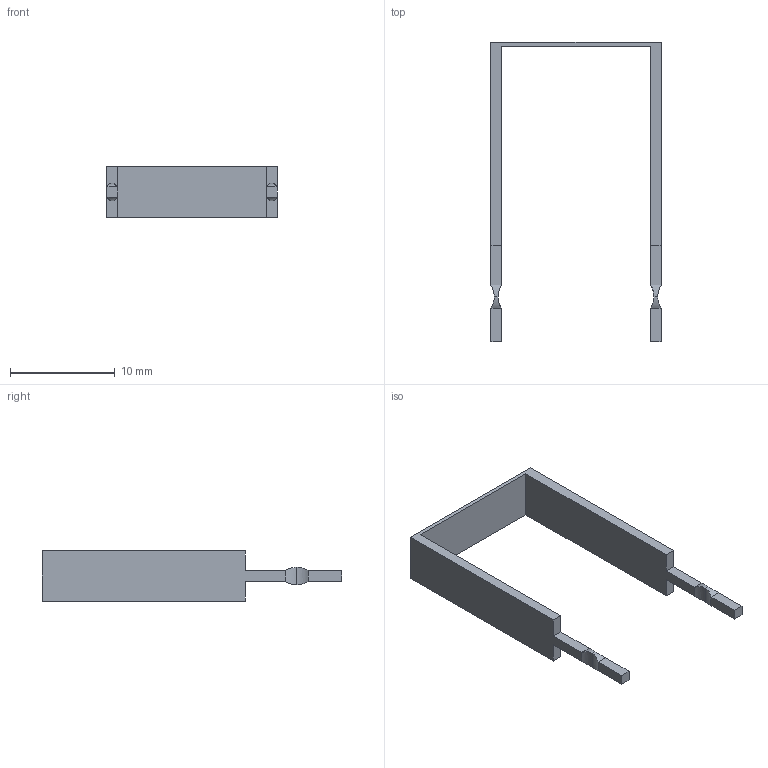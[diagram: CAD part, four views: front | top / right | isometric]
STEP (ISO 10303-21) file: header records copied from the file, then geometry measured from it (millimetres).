
FILE_DESCRIPTION(('STEP AP242'),'1');
FILE_NAME('pwr4412-2scr0500f.stp','2021-09-18T01:37:59',('TraceParts'),('TraceParts S.A.'),'Spatial InterOp 3D',' ',' ');
FILE_SCHEMA(('AP242_MANAGED_MODEL_BASED_3D_ENGINEERING_MIM_LF {1 0 10303 442 1 1 4}'));
Length unit declared in the file: millimetre
Products named in the file (1): pwr4412-2scr0500f
Bounding box: 16.25 x 28.58 x 4.8 mm (x, y, z)
Volume: 233.5 mm3; surface area: 689.1 mm2
Topology: 1 solids, 1 shells, 42 faces, 96 edges, 56 vertices
Faces by surface type: plane 26, cylinder 16
Entity records: 1335 total; most frequent: CARTESIAN_POINT 419, ORIENTED_EDGE 192, DIRECTION 166, EDGE_CURVE 96, LINE 80, VECTOR 80, VERTEX_POINT 56, AXIS2_PLACEMENT_3D 43
